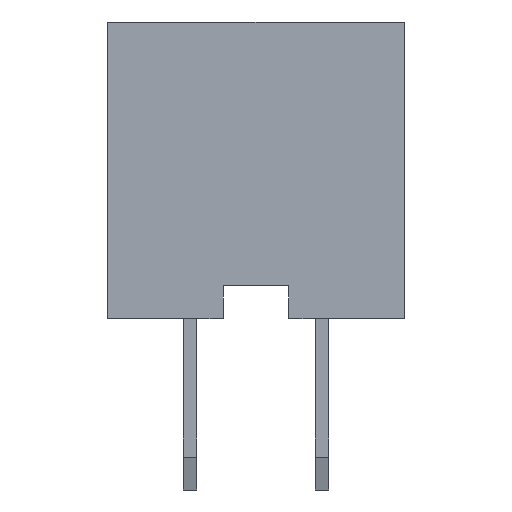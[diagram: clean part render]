
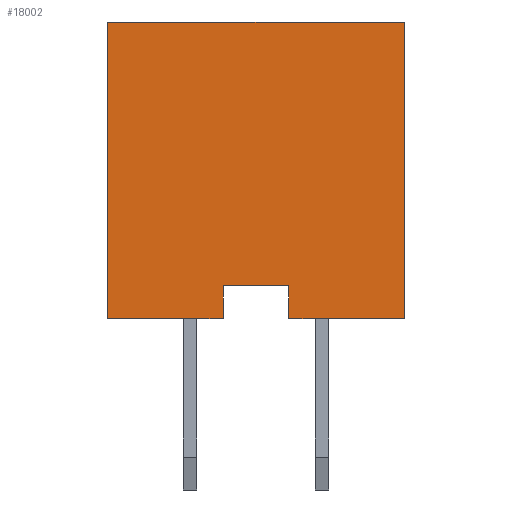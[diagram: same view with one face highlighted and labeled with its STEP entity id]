
A CAD part, left-side view. The second image highlights one B-rep face of the part: STEP entity #18002.
In plain terms, the highlighted planar face has unit normal (-1, 0, 0).
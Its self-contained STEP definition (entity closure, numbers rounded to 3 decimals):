
#302 = LINE ( 'NONE', #1876, #16078 ) ;
#738 = LINE ( 'NONE', #21260, #16752 ) ;
#775 = AXIS2_PLACEMENT_3D ( 'NONE', #5388, #12232, #19036 ) ;
#1674 = CARTESIAN_POINT ( 'NONE',  ( -1., 0.5, 0.5 ) ) ;
#1752 = DIRECTION ( 'NONE',  ( 0., 0., 1. ) ) ;
#1876 = CARTESIAN_POINT ( 'NONE',  ( -1., -0.5, 0.5 ) ) ;
#2866 = VERTEX_POINT ( 'NONE', #1674 ) ;
#3262 = LINE ( 'NONE', #10323, #5064 ) ;
#4033 = VECTOR ( 'NONE', #10177, 1000. ) ;
#4100 = CARTESIAN_POINT ( 'NONE',  ( -1., -2.25, 0. ) ) ;
#4102 = EDGE_CURVE ( 'NONE', #9150, #5883, #302, .T. ) ;
#4712 = EDGE_CURVE ( 'NONE', #18213, #7510, #4978, .T. ) ;
#4978 = LINE ( 'NONE', #15498, #11434 ) ;
#5064 = VECTOR ( 'NONE', #20329, 1000. ) ;
#5388 = CARTESIAN_POINT ( 'NONE',  ( -1., -2.25, 4.5 ) ) ;
#5721 = FACE_OUTER_BOUND ( 'NONE', #10324, .T. ) ;
#5883 = VERTEX_POINT ( 'NONE', #15964 ) ;
#6495 = VECTOR ( 'NONE', #7586, 1000. ) ;
#6862 = EDGE_CURVE ( 'NONE', #18213, #6876, #738, .T. ) ;
#6876 = VERTEX_POINT ( 'NONE', #11284 ) ;
#6891 = ORIENTED_EDGE ( 'NONE', *, *, #8126, .F. ) ;
#7510 = VERTEX_POINT ( 'NONE', #14764 ) ;
#7586 = DIRECTION ( 'NONE',  ( 0., -1., 0. ) ) ;
#7704 = ORIENTED_EDGE ( 'NONE', *, *, #17138, .T. ) ;
#7816 = DIRECTION ( 'NONE',  ( 0., -1., 0. ) ) ;
#8126 = EDGE_CURVE ( 'NONE', #6876, #15137, #9571, .T. ) ;
#8901 = ORIENTED_EDGE ( 'NONE', *, *, #17841, .F. ) ;
#9150 = VERTEX_POINT ( 'NONE', #21442 ) ;
#9241 = CARTESIAN_POINT ( 'NONE',  ( -1., 2.25, 4.5 ) ) ;
#9571 = LINE ( 'NONE', #14502, #13593 ) ;
#10177 = DIRECTION ( 'NONE',  ( 0., 1., 0. ) ) ;
#10323 = CARTESIAN_POINT ( 'NONE',  ( -1., 0.5, 0.5 ) ) ;
#10324 = EDGE_LOOP ( 'NONE', ( #7704, #8901, #20209, #22018, #18103, #6891, #17521, #14790 ) ) ;
#10904 = PLANE ( 'NONE',  #775 ) ;
#11035 = LINE ( 'NONE', #15838, #21179 ) ;
#11284 = CARTESIAN_POINT ( 'NONE',  ( -1., -2.25, 4.5 ) ) ;
#11434 = VECTOR ( 'NONE', #20668, 1000. ) ;
#11711 = CARTESIAN_POINT ( 'NONE',  ( -1., 0.5, 0. ) ) ;
#12163 = VERTEX_POINT ( 'NONE', #11711 ) ;
#12232 = DIRECTION ( 'NONE',  ( 1., 0., 0. ) ) ;
#12509 = LINE ( 'NONE', #4100, #6495 ) ;
#12817 = DIRECTION ( 'NONE',  ( 0., 0., -1. ) ) ;
#13593 = VECTOR ( 'NONE', #12817, 1000. ) ;
#14502 = CARTESIAN_POINT ( 'NONE',  ( -1., -2.25, 4.5 ) ) ;
#14764 = CARTESIAN_POINT ( 'NONE',  ( -1., 2.25, 0. ) ) ;
#14790 = ORIENTED_EDGE ( 'NONE', *, *, #4712, .T. ) ;
#14868 = CARTESIAN_POINT ( 'NONE',  ( -1., -2.25, 0. ) ) ;
#15137 = VERTEX_POINT ( 'NONE', #14868 ) ;
#15498 = CARTESIAN_POINT ( 'NONE',  ( -1., 2.25, 4.5 ) ) ;
#15838 = CARTESIAN_POINT ( 'NONE',  ( -1., -2.25, 0. ) ) ;
#15964 = CARTESIAN_POINT ( 'NONE',  ( -1., -0.5, 0.5 ) ) ;
#16078 = VECTOR ( 'NONE', #1752, 1000. ) ;
#16752 = VECTOR ( 'NONE', #7816, 1000. ) ;
#17138 = EDGE_CURVE ( 'NONE', #7510, #12163, #12509, .T. ) ;
#17521 = ORIENTED_EDGE ( 'NONE', *, *, #6862, .F. ) ;
#17524 = DIRECTION ( 'NONE',  ( 0., -1., 0. ) ) ;
#17560 = EDGE_CURVE ( 'NONE', #9150, #15137, #11035, .T. ) ;
#17841 = EDGE_CURVE ( 'NONE', #2866, #12163, #3262, .T. ) ;
#18002 = ADVANCED_FACE ( 'NONE', ( #5721 ), #10904, .F. ) ;
#18103 = ORIENTED_EDGE ( 'NONE', *, *, #17560, .T. ) ;
#18213 = VERTEX_POINT ( 'NONE', #9241 ) ;
#19036 = DIRECTION ( 'NONE',  ( 0., 1., 0. ) ) ;
#20157 = EDGE_CURVE ( 'NONE', #5883, #2866, #20375, .T. ) ;
#20209 = ORIENTED_EDGE ( 'NONE', *, *, #20157, .F. ) ;
#20329 = DIRECTION ( 'NONE',  ( 0., 0., -1. ) ) ;
#20375 = LINE ( 'NONE', #22149, #4033 ) ;
#20668 = DIRECTION ( 'NONE',  ( 0., 0., -1. ) ) ;
#21179 = VECTOR ( 'NONE', #17524, 1000. ) ;
#21260 = CARTESIAN_POINT ( 'NONE',  ( -1., -2.25, 4.5 ) ) ;
#21442 = CARTESIAN_POINT ( 'NONE',  ( -1., -0.5, 0. ) ) ;
#22018 = ORIENTED_EDGE ( 'NONE', *, *, #4102, .F. ) ;
#22149 = CARTESIAN_POINT ( 'NONE',  ( -1., 0.5, 0.5 ) ) ;
